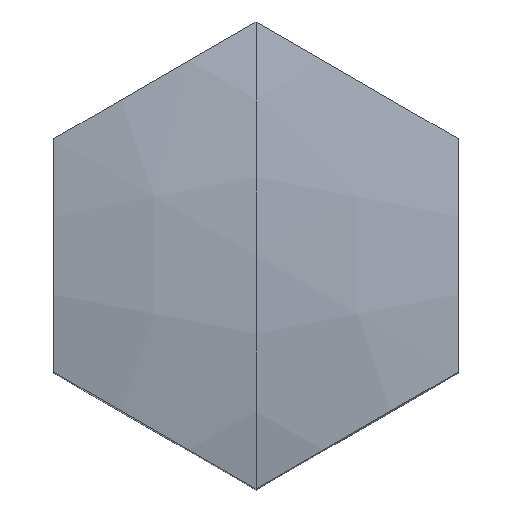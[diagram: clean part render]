
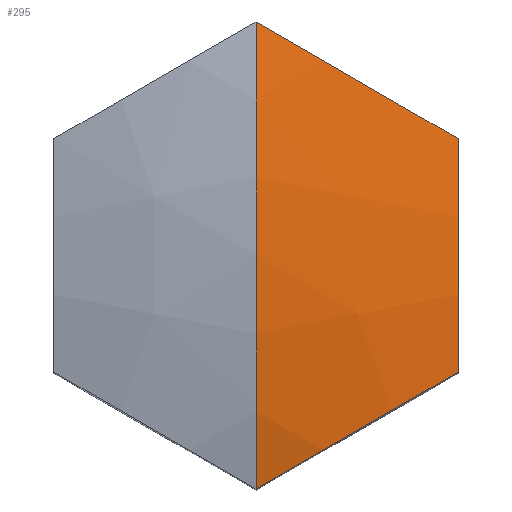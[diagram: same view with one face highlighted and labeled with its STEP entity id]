
A CAD part, top view. The second image highlights one B-rep face of the part: STEP entity #295.
In plain terms, the highlighted spherical face has radius 55 mm.
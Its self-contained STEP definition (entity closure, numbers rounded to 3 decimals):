
#3 = AXIS2_PLACEMENT_3D ( 'NONE', #50, #350, #358 ) ;
#12 = CIRCLE ( 'NONE', #347, 53.889 ) ;
#24 = VERTEX_POINT ( 'NONE', #553 ) ;
#30 = ORIENTED_EDGE ( 'NONE', *, *, #517, .F. ) ;
#47 = VERTEX_POINT ( 'NONE', #283 ) ;
#49 = ORIENTED_EDGE ( 'NONE', *, *, #199, .T. ) ;
#50 = CARTESIAN_POINT ( 'NONE',  ( 5.5, -9.526, -15. ) ) ;
#53 = CARTESIAN_POINT ( 'NONE',  ( 11., 6.351, 38.513 ) ) ;
#55 = CIRCLE ( 'NONE', #3, 53.889 ) ;
#60 = DIRECTION ( 'NONE',  ( 0., 1., 0. ) ) ;
#69 = DIRECTION ( 'NONE',  ( 1., 0., 0. ) ) ;
#100 = DIRECTION ( 'NONE',  ( 0., -1., 0. ) ) ;
#133 = CARTESIAN_POINT ( 'NONE',  ( 0., 0., -15. ) ) ;
#199 = EDGE_CURVE ( 'NONE', #24, #414, #310, .T. ) ;
#201 = DIRECTION ( 'NONE',  ( -1., 0., 0. ) ) ;
#217 = CIRCLE ( 'NONE', #435, 55. ) ;
#221 = CARTESIAN_POINT ( 'NONE',  ( 0., 0., -15. ) ) ;
#238 = CIRCLE ( 'NONE', #474, 53.889 ) ;
#267 = VERTEX_POINT ( 'NONE', #53 ) ;
#283 = CARTESIAN_POINT ( 'NONE',  ( 0., -12.702, 38.513 ) ) ;
#288 = EDGE_CURVE ( 'NONE', #47, #577, #55, .T. ) ;
#289 = DIRECTION ( 'NONE',  ( 0., 0., 1. ) ) ;
#295 = ADVANCED_FACE ( 'NONE', ( #344 ), #454, .T. ) ;
#298 = DIRECTION ( 'NONE',  ( 1., 0., 0. ) ) ;
#310 = CIRCLE ( 'NONE', #597, 55. ) ;
#318 = EDGE_CURVE ( 'NONE', #577, #267, #238, .T. ) ;
#321 = CARTESIAN_POINT ( 'NONE',  ( 11., -6.351, 38.513 ) ) ;
#335 = DIRECTION ( 'NONE',  ( -1., 0., 0. ) ) ;
#344 = FACE_OUTER_BOUND ( 'NONE', #623, .T. ) ;
#347 = AXIS2_PLACEMENT_3D ( 'NONE', #567, #427, #490 ) ;
#350 = DIRECTION ( 'NONE',  ( -0.5, 0.866, 0. ) ) ;
#358 = DIRECTION ( 'NONE',  ( -0.866, -0.5, 0. ) ) ;
#375 = EDGE_CURVE ( 'NONE', #267, #24, #12, .T. ) ;
#414 = VERTEX_POINT ( 'NONE', #433 ) ;
#427 = DIRECTION ( 'NONE',  ( -0.5, -0.866, 0. ) ) ;
#433 = CARTESIAN_POINT ( 'NONE',  ( 0., 0., 40. ) ) ;
#435 = AXIS2_PLACEMENT_3D ( 'NONE', #133, #335, #289 ) ;
#454 = SPHERICAL_SURFACE ( 'NONE', #501, 55. ) ;
#456 = ORIENTED_EDGE ( 'NONE', *, *, #375, .T. ) ;
#459 = CARTESIAN_POINT ( 'NONE',  ( 0., 0., -15. ) ) ;
#474 = AXIS2_PLACEMENT_3D ( 'NONE', #653, #201, #552 ) ;
#490 = DIRECTION ( 'NONE',  ( 0.866, -0.5, 0. ) ) ;
#501 = AXIS2_PLACEMENT_3D ( 'NONE', #459, #298, #100 ) ;
#517 = EDGE_CURVE ( 'NONE', #47, #414, #217, .T. ) ;
#552 = DIRECTION ( 'NONE',  ( 0., 0., 1. ) ) ;
#553 = CARTESIAN_POINT ( 'NONE',  ( 0., 12.702, 38.513 ) ) ;
#567 = CARTESIAN_POINT ( 'NONE',  ( 5.5, 9.526, -15. ) ) ;
#577 = VERTEX_POINT ( 'NONE', #321 ) ;
#597 = AXIS2_PLACEMENT_3D ( 'NONE', #221, #69, #60 ) ;
#606 = ORIENTED_EDGE ( 'NONE', *, *, #318, .T. ) ;
#623 = EDGE_LOOP ( 'NONE', ( #456, #49, #30, #652, #606 ) ) ;
#652 = ORIENTED_EDGE ( 'NONE', *, *, #288, .T. ) ;
#653 = CARTESIAN_POINT ( 'NONE',  ( 11., 0., -15. ) ) ;
